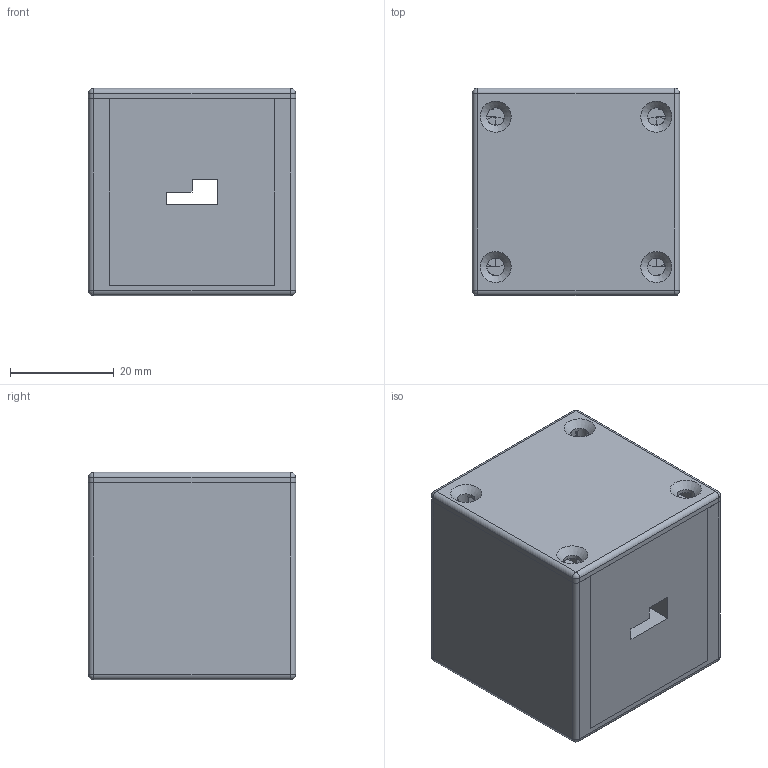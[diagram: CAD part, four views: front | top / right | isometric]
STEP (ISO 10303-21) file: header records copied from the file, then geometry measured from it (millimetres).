
FILE_DESCRIPTION(('FreeCAD Model'),'2;1');
FILE_NAME('Open CASCADE Shape Model','2025-11-11T13:13:46',(''),(''), 'Open CASCADE STEP processor 7.8','FreeCAD','Unknown');
FILE_SCHEMA(('AUTOMOTIVE_DESIGN { 1 0 10303 214 1 1 1 1 }'));
Length unit declared in the file: millimetre
Products named in the file (7): cube_case; Body002; Body003; Body004; Body005; Extrude037; Extrude038
Assembly tree (6 placements, depth 2):
  cube_case
    Body002
    Body003
    Body004
    Body005
    Extrude037
    Extrude038
Bounding box: 40 x 40 x 40 mm (x, y, z)
Volume: 19765.4 mm3; surface area: 21492.3 mm2
Topology: 8 solids, 8 shells, 188 faces, 483 edges, 310 vertices
Faces by surface type: plane 145, cylinder 31, sphere 8, cone 4
Full cylindrical faces by diameter (mm): 2.9 x4, 3.4 x4, 3.5 x1, 12 x1, 14 x1
Entity records: 5818 total; most frequent: CARTESIAN_POINT 980, DIRECTION 955, ORIENTED_EDGE 950, EDGE_CURVE 475, LINE 385, VECTOR 385, VERTEX_POINT 310, AXIS2_PLACEMENT_3D 285
